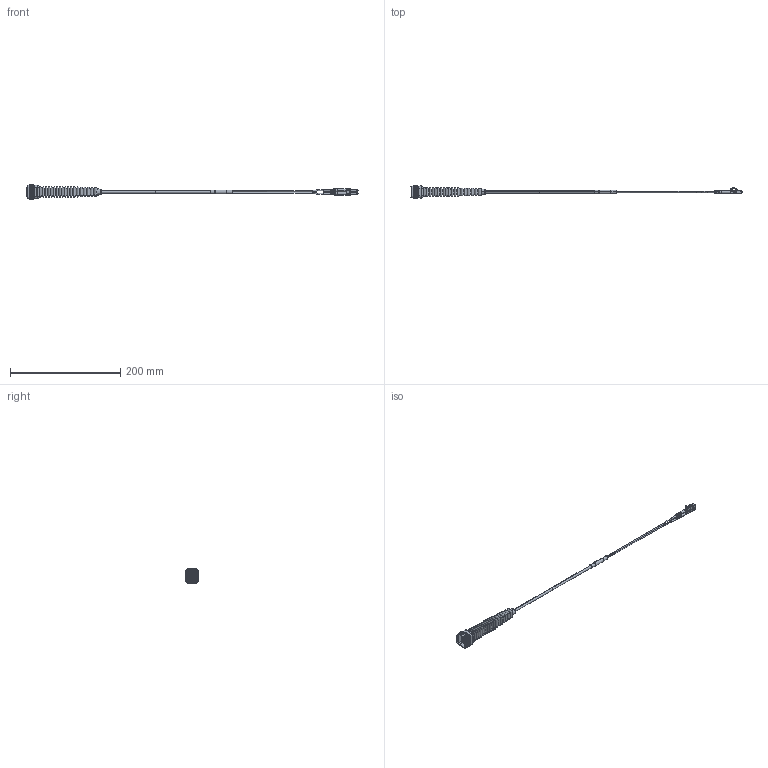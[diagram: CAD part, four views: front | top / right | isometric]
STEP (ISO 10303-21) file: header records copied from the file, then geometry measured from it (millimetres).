
FILE_DESCRIPTION (( 'STEP AP214' ), '1' );
FILE_NAME ('FOC01A1024N_3D.STEP', '2022-01-21T19:49:51', ( '' ), ( '' ), 'SwSTEP 2.0', 'SolidWorks 2021', '' );
FILE_SCHEMA (( 'AUTOMOTIVE_DESIGN' ));
Length unit declared in the file: inch
Products named in the file (17): Copy of LC-UPC SM DUPLX CONN P1^LC_1_A SIDE_LC-UPC 4.8mm 2 FIBER G652D LSZH BLACK_NSN-3D; NSN-3D; A SIDE_LC-UPC 4.8mm 2 FIBER G652D LSZH BLACK^NSN-3D; NSN-oos^A SIDE_LC-UPC 4.8mm 2 FIBER G652D LSZH BLACK_NSN-3D; Copy of LC CLIP BLUE^NSN-3D OM3-150 CABLE; Copy of LC_1^NSN-3D OM3-150 CABLE; Copy of BOOT^Copy of LC_1_NSN-3D OM3-150 CABLE; NSN 5.0mm BOOT BLACK; Copy of LC-UPC SM DUPLX CONN P2^LC_1_A SIDE_LC-UPC 4.8mm 2 FIBER G652D LSZH BLACK_NSN-3D; Copy of BOOT^LC_1_A SIDE_LC-UPC 4.8mm 2 FIBER G652D LSZH BLACK_NSN-3D; Copy of LC-UPC SM DUPLX CONN P1^Copy of LC_1_NSN-3D OM3-150 CABLE; rework of NSN-oos; Copy of LC-UPC SM DUPLX CONN P2^Copy of LC_1_NSN-3D OM3-150 CABLE; NSN-3D OM3-150 CABLE; FOC01A1024N_3D; LC_1^A SIDE_LC-UPC 4.8mm 2 FIBER G652D LSZH BLACK_NSN-3D; LC CLIP BLUE^A SIDE_LC-UPC 4.8mm 2 FIBER G652D LSZH BLACK_NSN-3D
Assembly tree (18 placements, depth 5):
  FOC01A1024N_3D
    NSN-3D
      A SIDE_LC-UPC 4.8mm 2 FIBER G652D LSZH BLACK^NSN-3D
        LC CLIP BLUE^A SIDE_LC-UPC 4.8mm 2 FIBER G652D LSZH BLACK_NSN-3D
        LC_1^A SIDE_LC-UPC 4.8mm 2 FIBER G652D LSZH BLACK_NSN-3D  x2
          Copy of LC-UPC SM DUPLX CONN P2^LC_1_A SIDE_LC-UPC 4.8mm 2 FIBER G652D LSZH BLACK_NSN-3D
          Copy of LC-UPC SM DUPLX CONN P1^LC_1_A SIDE_LC-UPC 4.8mm 2 FIBER G652D LSZH BLACK_NSN-3D
          Copy of BOOT^LC_1_A SIDE_LC-UPC 4.8mm 2 FIBER G652D LSZH BLACK_NSN-3D
        NSN-oos^A SIDE_LC-UPC 4.8mm 2 FIBER G652D LSZH BLACK_NSN-3D
      NSN 5.0mm BOOT BLACK
    NSN-3D OM3-150 CABLE
      Copy of LC CLIP BLUE^NSN-3D OM3-150 CABLE
      Copy of LC_1^NSN-3D OM3-150 CABLE  x2
        Copy of LC-UPC SM DUPLX CONN P2^Copy of LC_1_NSN-3D OM3-150 CABLE
        Copy of LC-UPC SM DUPLX CONN P1^Copy of LC_1_NSN-3D OM3-150 CABLE
        Copy of BOOT^Copy of LC_1_NSN-3D OM3-150 CABLE
      rework of NSN-oos
Bounding box: 602.7 x 22.4 x 26.4 mm (x, y, z)
Volume: 24378.6 mm3; surface area: 42010.4 mm2
Topology: 18 solids, 18 shells, 5567 faces, 16738 edges, 11215 vertices
Faces by surface type: bspline 3182, cylinder 1568, plane 754, cone 63
Entity records: 674439 total; most frequent: CARTESIAN_POINT 563280, ORIENTED_EDGE 21540, EDGE_CURVE 10770, DIRECTION 7347, VERTEX_POINT 7267, B_SPLINE_CURVE_WITH_KNOTS 4190, EDGE_LOOP 3641, FACE_OUTER_BOUND 3559
